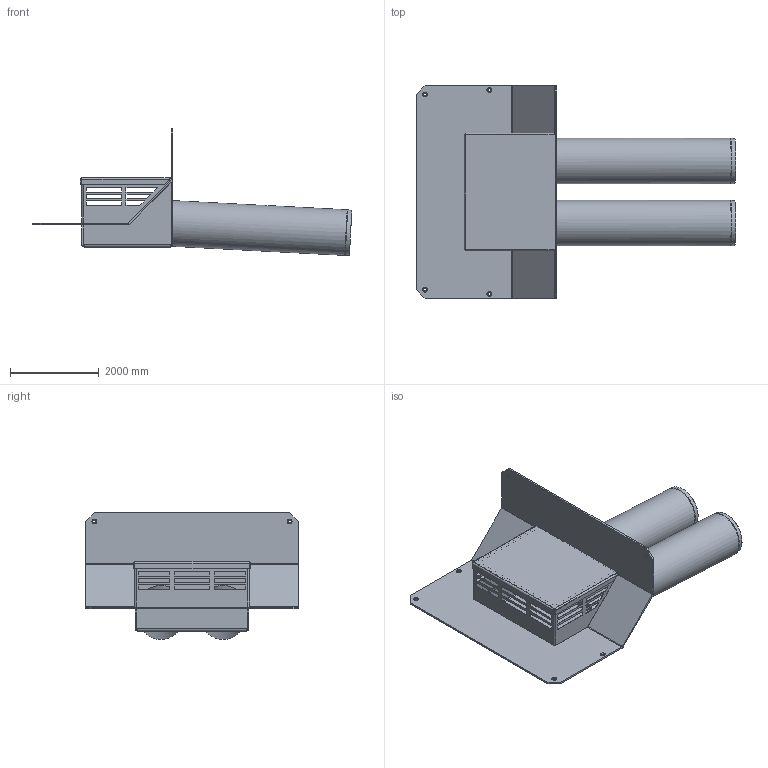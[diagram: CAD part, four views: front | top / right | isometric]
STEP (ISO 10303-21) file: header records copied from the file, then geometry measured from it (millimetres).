
FILE_DESCRIPTION(/* description */ (''),/* implementation_level */ '2;1');
FILE_NAME(/* name */ '13477.100X_3D.stp',/* time_stamp */ '2024-12-11T14:46:57+01:00',/* author */ ('CAD'),/* organization */ (''),/* preprocessor_version */ 'ST-DEVELOPER v20',/* originating_system */ 'AutoCAD Mechanical',/* authorisation */ '');
FILE_SCHEMA (('AUTOMOTIVE_DESIGN { 1 0 10303 214 3 1 1 }'));
Length unit declared in the file: centimetre
Products named in the file (2): Product; *S0
Assembly tree (1 placements, depth 2):
  Product
    *S0
Bounding box: 7206.5 x 4800 x 2858.48 mm (x, y, z)
Volume: 1578953727.7 mm3; surface area: 131677338.3 mm2
Topology: 6 solids, 6 shells, 325 faces, 861 edges, 540 vertices
Faces by surface type: plane 231, cylinder 74, cone 12, torus 4, bspline 4
Full cylindrical faces by diameter (mm): 48 x2, 70 x6, 1000 x2, 1030 x2
Entity records: 10367 total; most frequent: CARTESIAN_POINT 2073, ORIENTED_EDGE 1722, DIRECTION 1663, EDGE_CURVE 861, LINE 667, VECTOR 667, VERTEX_POINT 540, AXIS2_PLACEMENT_3D 498
